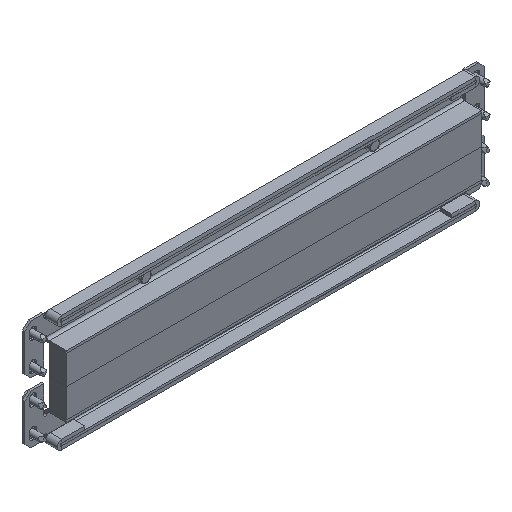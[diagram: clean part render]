
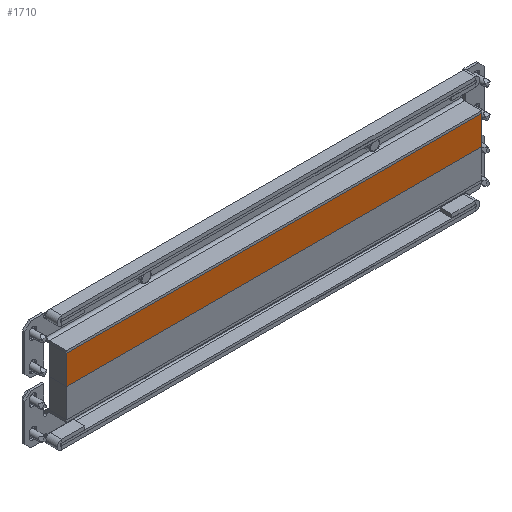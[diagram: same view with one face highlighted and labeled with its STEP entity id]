
A CAD part, isometric view. The second image highlights one B-rep face of the part: STEP entity #1710.
In plain terms, the highlighted face is planar.
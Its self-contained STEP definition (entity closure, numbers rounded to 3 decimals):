
#372 = DIRECTION ( 'NONE',  ( 0., -1., 0. ) ) ;
#426 = CARTESIAN_POINT ( 'NONE',  ( -7.5, 12.5, -180. ) ) ;
#471 = VECTOR ( 'NONE', #372, 1000. ) ;
#620 = ORIENTED_EDGE ( 'NONE', *, *, #3054, .F. ) ;
#677 = CARTESIAN_POINT ( 'NONE',  ( -7.5, -12.5, 180. ) ) ;
#712 = CARTESIAN_POINT ( 'NONE',  ( -7.5, 12.5, -180. ) ) ;
#761 = VERTEX_POINT ( 'NONE', #677 ) ;
#854 = EDGE_CURVE ( 'NONE', #2331, #761, #3966, .T. ) ;
#933 = DIRECTION ( 'NONE',  ( 0., -1., 0. ) ) ;
#1272 = VERTEX_POINT ( 'NONE', #1498 ) ;
#1498 = CARTESIAN_POINT ( 'NONE',  ( -7.5, 12.5, -180. ) ) ;
#1591 = LINE ( 'NONE', #712, #1795 ) ;
#1710 = ADVANCED_FACE ( 'NONE', ( #3405 ), #2656, .T. ) ;
#1795 = VECTOR ( 'NONE', #5094, 1000. ) ;
#1833 = CARTESIAN_POINT ( 'NONE',  ( -7.5, 12.5, -180. ) ) ;
#2128 = LINE ( 'NONE', #3455, #4345 ) ;
#2331 = VERTEX_POINT ( 'NONE', #5696 ) ;
#2656 = PLANE ( 'NONE',  #4867 ) ;
#2693 = LINE ( 'NONE', #426, #4290 ) ;
#3021 = EDGE_LOOP ( 'NONE', ( #3220, #620, #5591, #4569 ) ) ;
#3054 = EDGE_CURVE ( 'NONE', #1272, #2331, #2693, .T. ) ;
#3220 = ORIENTED_EDGE ( 'NONE', *, *, #854, .F. ) ;
#3405 = FACE_OUTER_BOUND ( 'NONE', #3021, .T. ) ;
#3455 = CARTESIAN_POINT ( 'NONE',  ( -7.5, -12.5, -180. ) ) ;
#3571 = DIRECTION ( 'NONE',  ( -1., 0., 0. ) ) ;
#3838 = CARTESIAN_POINT ( 'NONE',  ( -7.5, -12.5, -180. ) ) ;
#3891 = DIRECTION ( 'NONE',  ( 0., 0., 1. ) ) ;
#3906 = DIRECTION ( 'NONE',  ( 0., 0., 1. ) ) ;
#3966 = LINE ( 'NONE', #4360, #471 ) ;
#3974 = EDGE_CURVE ( 'NONE', #1272, #5378, #1591, .T. ) ;
#4290 = VECTOR ( 'NONE', #3891, 1000. ) ;
#4345 = VECTOR ( 'NONE', #3906, 1000. ) ;
#4360 = CARTESIAN_POINT ( 'NONE',  ( -7.5, 12.5, 180. ) ) ;
#4569 = ORIENTED_EDGE ( 'NONE', *, *, #4798, .T. ) ;
#4798 = EDGE_CURVE ( 'NONE', #5378, #761, #2128, .T. ) ;
#4867 = AXIS2_PLACEMENT_3D ( 'NONE', #1833, #3571, #933 ) ;
#5094 = DIRECTION ( 'NONE',  ( 0., -1., 0. ) ) ;
#5378 = VERTEX_POINT ( 'NONE', #3838 ) ;
#5591 = ORIENTED_EDGE ( 'NONE', *, *, #3974, .T. ) ;
#5696 = CARTESIAN_POINT ( 'NONE',  ( -7.5, 12.5, 180. ) ) ;
